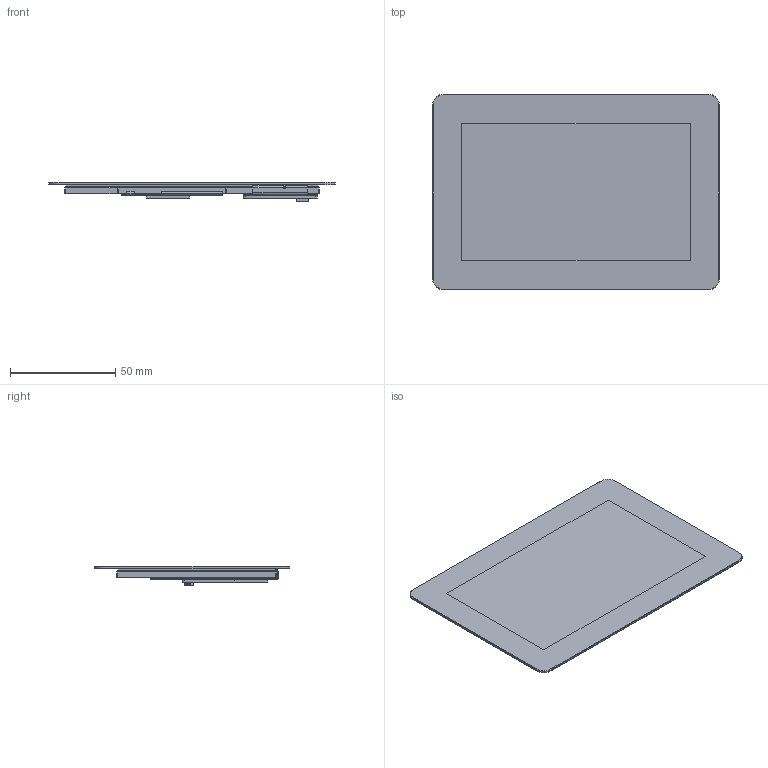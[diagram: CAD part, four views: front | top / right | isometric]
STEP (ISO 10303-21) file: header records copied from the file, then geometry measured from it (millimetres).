
FILE_DESCRIPTION(/* description */ (''),/* implementation_level */ '2;1');
FILE_NAME(/* name */ '3D_RVT50HQLNWC00_Rev.1.0.stp',/* time_stamp */ '2022-10-14T15:21:41+02:00',/* author */ ('Mateusz Natywa'),/* organization */ (''),/* preprocessor_version */ 'ST-DEVELOPER v17',/* originating_system */ 'Autodesk Inventor 2019',/* authorisation */ '');
FILE_SCHEMA (('AUTOMOTIVE_DESIGN { 1 0 10303 214 3 1 1 }'));
Length unit declared in the file: millimetre
Products named in the file (11): RVT50HQBNWC00_Rev.1.0; TFT; DISP; FPC; Assembly1; CG; SCA; SENSOR; FPC_1; DST; DST_2
Assembly tree (10 placements, depth 3):
  RVT50HQBNWC00_Rev.1.0
    TFT
      DISP
      FPC
    Assembly1
      CG
      SCA
      SENSOR
      FPC_1
      DST
      DST_2
Bounding box: 136 x 92.8 x 9.34 mm (x, y, z)
Volume: 50205.8 mm3; surface area: 98263.6 mm2
Topology: 10 solids, 10 shells, 459 faces, 1267 edges, 832 vertices
Faces by surface type: plane 382, cylinder 61, cone 8, sphere 4, bspline 4
Entity records: 15040 total; most frequent: CARTESIAN_POINT 2683, ORIENTED_EDGE 2534, DIRECTION 2341, EDGE_CURVE 1267, LINE 1129, VECTOR 1129, VERTEX_POINT 832, AXIS2_PLACEMENT_3D 606
